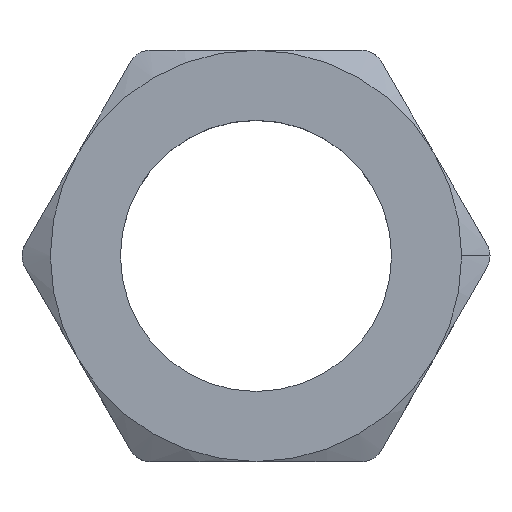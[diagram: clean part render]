
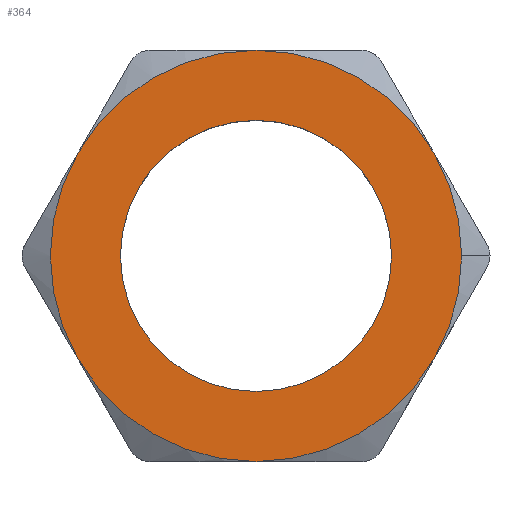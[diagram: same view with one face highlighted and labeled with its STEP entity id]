
A CAD part, top view. The second image highlights one B-rep face of the part: STEP entity #364.
In plain terms, the highlighted planar face has unit normal (0, 0, 1).
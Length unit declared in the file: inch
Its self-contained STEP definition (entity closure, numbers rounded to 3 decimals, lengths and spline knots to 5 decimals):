
#65 = EDGE_CURVE ( 'NONE', #66, #92, #892, .T. ) ;
#66 = VERTEX_POINT ( 'NONE', #931 ) ;
#76 = EDGE_CURVE ( 'NONE', #77, #198, #1113, .T. ) ;
#77 = VERTEX_POINT ( 'NONE', #1109 ) ;
#92 = VERTEX_POINT ( 'NONE', #1137 ) ;
#198 = VERTEX_POINT ( 'NONE', #1325 ) ;
#352 = EDGE_CURVE ( 'NONE', #544, #431, #2440, .T. ) ;
#353 = EDGE_CURVE ( 'NONE', #431, #439, #2405, .T. ) ;
#364 = ADVANCED_FACE ( 'NONE', ( #2344, #2341 ), #2340, .T. ) ;
#365 = EDGE_CURVE ( 'NONE', #444, #66, #1429, .T. ) ;
#366 = ORIENTED_EDGE ( 'NONE', *, *, #365, .T. ) ;
#367 = ORIENTED_EDGE ( 'NONE', *, *, #76, .F. ) ;
#368 = EDGE_LOOP ( 'NONE', ( #366, #371, #708, #711, #814, #480, #709 ) ) ;
#369 = ORIENTED_EDGE ( 'NONE', *, *, #370, .F. ) ;
#370 = EDGE_CURVE ( 'NONE', #198, #77, #1432, .T. ) ;
#371 = ORIENTED_EDGE ( 'NONE', *, *, #65, .T. ) ;
#373 = EDGE_LOOP ( 'NONE', ( #367, #369 ) ) ;
#408 = VERTEX_POINT ( 'NONE', #1625 ) ;
#431 = VERTEX_POINT ( 'NONE', #1582 ) ;
#439 = VERTEX_POINT ( 'NONE', #1564 ) ;
#444 = VERTEX_POINT ( 'NONE', #1545 ) ;
#477 = EDGE_CURVE ( 'NONE', #92, #544, #1655, .T. ) ;
#480 = ORIENTED_EDGE ( 'NONE', *, *, #666, .T. ) ;
#544 = VERTEX_POINT ( 'NONE', #1731 ) ;
#666 = EDGE_CURVE ( 'NONE', #439, #408, #1938, .T. ) ;
#708 = ORIENTED_EDGE ( 'NONE', *, *, #477, .T. ) ;
#709 = ORIENTED_EDGE ( 'NONE', *, *, #862, .T. ) ;
#711 = ORIENTED_EDGE ( 'NONE', *, *, #352, .T. ) ;
#814 = ORIENTED_EDGE ( 'NONE', *, *, #353, .T. ) ;
#862 = EDGE_CURVE ( 'NONE', #408, #444, #2265, .T. ) ;
#892 = CIRCLE ( 'NONE', #901, 0.455 ) ;
#898 = DIRECTION ( 'NONE',  ( 1., 0., 0. ) ) ;
#899 = DIRECTION ( 'NONE',  ( 0., 0., 1. ) ) ;
#900 = CARTESIAN_POINT ( 'NONE',  ( 0., 0., 0.24 ) ) ;
#901 = AXIS2_PLACEMENT_3D ( 'NONE', #900, #899, #898 ) ;
#931 = CARTESIAN_POINT ( 'NONE',  ( 0.455, 0., 0.24 ) ) ;
#1109 = CARTESIAN_POINT ( 'NONE',  ( -0.3, 0., 0.24 ) ) ;
#1110 = DIRECTION ( 'NONE',  ( 1., 0., 0. ) ) ;
#1111 = DIRECTION ( 'NONE',  ( 0., 0., 1. ) ) ;
#1112 = AXIS2_PLACEMENT_3D ( 'NONE', #1118, #1111, #1110 ) ;
#1113 = CIRCLE ( 'NONE', #1112, 0.3 ) ;
#1118 = CARTESIAN_POINT ( 'NONE',  ( 0., 0., 0.24 ) ) ;
#1137 = CARTESIAN_POINT ( 'NONE',  ( 0.39404, 0.2275, 0.24 ) ) ;
#1325 = CARTESIAN_POINT ( 'NONE',  ( 0.3, 0., 0.24 ) ) ;
#1427 = CARTESIAN_POINT ( 'NONE',  ( 0., 0., 0.24 ) ) ;
#1428 = AXIS2_PLACEMENT_3D ( 'NONE', #1427, #1430, #1431 ) ;
#1429 = CIRCLE ( 'NONE', #1428, 0.455 ) ;
#1430 = DIRECTION ( 'NONE',  ( 0., 0., 1. ) ) ;
#1431 = DIRECTION ( 'NONE',  ( 1., 0., 0. ) ) ;
#1432 = CIRCLE ( 'NONE', #1439, 0.3 ) ;
#1433 = CARTESIAN_POINT ( 'NONE',  ( 0., 0., 0.24 ) ) ;
#1434 = DIRECTION ( 'NONE',  ( 1., 0., 0. ) ) ;
#1438 = DIRECTION ( 'NONE',  ( 0., 0., 1. ) ) ;
#1439 = AXIS2_PLACEMENT_3D ( 'NONE', #1433, #1438, #1434 ) ;
#1545 = CARTESIAN_POINT ( 'NONE',  ( 0.39404, -0.2275, 0.24 ) ) ;
#1564 = CARTESIAN_POINT ( 'NONE',  ( -0.39404, -0.2275, 0.24 ) ) ;
#1582 = CARTESIAN_POINT ( 'NONE',  ( -0.39404, 0.2275, 0.24 ) ) ;
#1625 = CARTESIAN_POINT ( 'NONE',  ( 0., -0.455, 0.24 ) ) ;
#1651 = DIRECTION ( 'NONE',  ( 1., 0., 0. ) ) ;
#1652 = DIRECTION ( 'NONE',  ( 0., 0., 1. ) ) ;
#1653 = CARTESIAN_POINT ( 'NONE',  ( 0., 0., 0.24 ) ) ;
#1654 = AXIS2_PLACEMENT_3D ( 'NONE', #1653, #1652, #1651 ) ;
#1655 = CIRCLE ( 'NONE', #1654, 0.455 ) ;
#1731 = CARTESIAN_POINT ( 'NONE',  ( 0., 0.455, 0.24 ) ) ;
#1934 = DIRECTION ( 'NONE',  ( 1., 0., 0. ) ) ;
#1935 = DIRECTION ( 'NONE',  ( 0., 0., 1. ) ) ;
#1936 = CARTESIAN_POINT ( 'NONE',  ( 0., 0., 0.24 ) ) ;
#1937 = AXIS2_PLACEMENT_3D ( 'NONE', #1936, #1935, #1934 ) ;
#1938 = CIRCLE ( 'NONE', #1937, 0.455 ) ;
#2262 = DIRECTION ( 'NONE',  ( 1., 0., 0. ) ) ;
#2263 = DIRECTION ( 'NONE',  ( 0., 0., 1. ) ) ;
#2264 = AXIS2_PLACEMENT_3D ( 'NONE', #2269, #2263, #2262 ) ;
#2265 = CIRCLE ( 'NONE', #2264, 0.455 ) ;
#2269 = CARTESIAN_POINT ( 'NONE',  ( 0., 0., 0.24 ) ) ;
#2336 = DIRECTION ( 'NONE',  ( 1., 0., 0. ) ) ;
#2337 = DIRECTION ( 'NONE',  ( 0., 0., 1. ) ) ;
#2338 = CARTESIAN_POINT ( 'NONE',  ( -0.78808, -0.455, 0.24 ) ) ;
#2339 = AXIS2_PLACEMENT_3D ( 'NONE', #2338, #2337, #2336 ) ;
#2340 = PLANE ( 'NONE',  #2339 ) ;
#2341 = FACE_OUTER_BOUND ( 'NONE', #368, .T. ) ;
#2344 = FACE_BOUND ( 'NONE', #373, .T. ) ;
#2401 = DIRECTION ( 'NONE',  ( 1., 0., 0. ) ) ;
#2402 = DIRECTION ( 'NONE',  ( 0., 0., 1. ) ) ;
#2403 = CARTESIAN_POINT ( 'NONE',  ( 0., 0., 0.24 ) ) ;
#2404 = AXIS2_PLACEMENT_3D ( 'NONE', #2403, #2402, #2401 ) ;
#2405 = CIRCLE ( 'NONE', #2404, 0.455 ) ;
#2436 = DIRECTION ( 'NONE',  ( 1., 0., 0. ) ) ;
#2437 = DIRECTION ( 'NONE',  ( 0., 0., 1. ) ) ;
#2438 = CARTESIAN_POINT ( 'NONE',  ( 0., 0., 0.24 ) ) ;
#2439 = AXIS2_PLACEMENT_3D ( 'NONE', #2438, #2437, #2436 ) ;
#2440 = CIRCLE ( 'NONE', #2439, 0.455 ) ;
